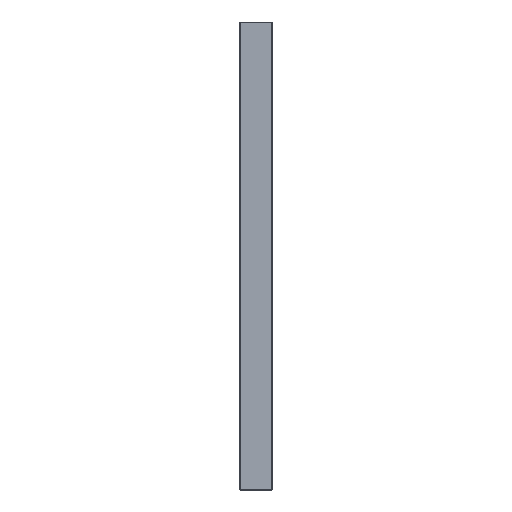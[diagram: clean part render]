
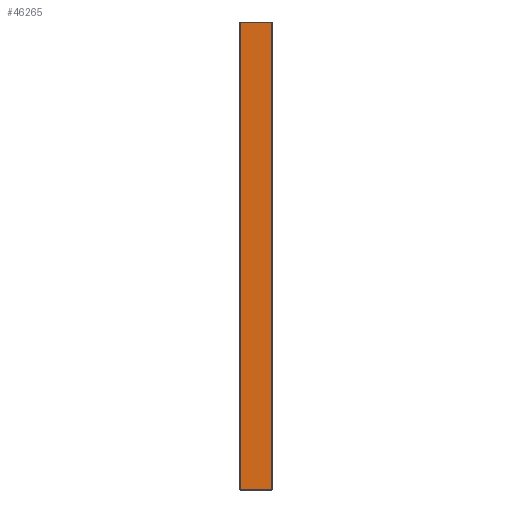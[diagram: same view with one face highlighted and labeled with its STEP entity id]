
A CAD part, front view. The second image highlights one B-rep face of the part: STEP entity #46265.
In plain terms, the highlighted planar face has unit normal (0, -1, 0).
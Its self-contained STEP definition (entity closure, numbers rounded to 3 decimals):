
#36824 = PLANE('',#36825);
#36825 = AXIS2_PLACEMENT_3D('',#36826,#36827,#36828);
#36826 = CARTESIAN_POINT('',(5.5,-10.95,0.05));
#36827 = DIRECTION('',(0.,0.707,0.707));
#36828 = DIRECTION('',(1.,0.,0.));
#37183 = PLANE('',#37184);
#37184 = AXIS2_PLACEMENT_3D('',#37185,#37186,#37187);
#37185 = CARTESIAN_POINT('',(5.5,-10.95,159.95));
#37186 = DIRECTION('',(0.,-0.707,
    0.707));
#37187 = DIRECTION('',(1.,0.,0.));
#37521 = PLANE('',#37522);
#37522 = AXIS2_PLACEMENT_3D('',#37523,#37524,#37525);
#37523 = CARTESIAN_POINT('',(-5.4,-10.9,0.));
#37524 = DIRECTION('',(-0.707,-0.707,
    0.));
#37525 = DIRECTION('',(0.,0.,1.));
#40933 = VERTEX_POINT('',#40934);
#40934 = CARTESIAN_POINT('',(5.4,-11.,0.1));
#40955 = EDGE_CURVE('',#40933,#40956,#40958,.T.);
#40956 = VERTEX_POINT('',#40957);
#40957 = CARTESIAN_POINT('',(-5.3,-11.,0.1));
#40958 = SURFACE_CURVE('',#40959,(#40963,#40970),.PCURVE_S1.);
#40959 = LINE('',#40960,#40961);
#40960 = CARTESIAN_POINT('',(5.5,-11.,0.1));
#40961 = VECTOR('',#40962,1.);
#40962 = DIRECTION('',(-1.,0.,0.));
#40963 = PCURVE('',#36824,#40964);
#40964 = DEFINITIONAL_REPRESENTATION('',(#40965),#40969);
#40965 = LINE('',#40966,#40967);
#40966 = CARTESIAN_POINT('',(0.,-0.071));
#40967 = VECTOR('',#40968,1.);
#40968 = DIRECTION('',(-1.,0.));
#40969 = ( GEOMETRIC_REPRESENTATION_CONTEXT(2) 
PARAMETRIC_REPRESENTATION_CONTEXT() REPRESENTATION_CONTEXT('2D SPACE',''
  ) );
#40970 = PCURVE('',#40971,#40976);
#40971 = PLANE('',#40972);
#40972 = AXIS2_PLACEMENT_3D('',#40973,#40974,#40975);
#40973 = CARTESIAN_POINT('',(5.5,-11.,0.));
#40974 = DIRECTION('',(0.,-1.,0.));
#40975 = DIRECTION('',(-1.,0.,0.));
#40976 = DEFINITIONAL_REPRESENTATION('',(#40977),#40981);
#40977 = LINE('',#40978,#40979);
#40978 = CARTESIAN_POINT('',(0.,-0.1));
#40979 = VECTOR('',#40980,1.);
#40980 = DIRECTION('',(1.,0.));
#40981 = ( GEOMETRIC_REPRESENTATION_CONTEXT(2) 
PARAMETRIC_REPRESENTATION_CONTEXT() REPRESENTATION_CONTEXT('2D SPACE',''
  ) );
#41271 = VERTEX_POINT('',#41272);
#41272 = CARTESIAN_POINT('',(5.4,-11.,159.9));
#41293 = EDGE_CURVE('',#41271,#41294,#41296,.T.);
#41294 = VERTEX_POINT('',#41295);
#41295 = CARTESIAN_POINT('',(-5.3,-11.,159.9));
#41296 = SURFACE_CURVE('',#41297,(#41301,#41308),.PCURVE_S1.);
#41297 = LINE('',#41298,#41299);
#41298 = CARTESIAN_POINT('',(5.5,-11.,159.9));
#41299 = VECTOR('',#41300,1.);
#41300 = DIRECTION('',(-1.,0.,0.));
#41301 = PCURVE('',#37183,#41302);
#41302 = DEFINITIONAL_REPRESENTATION('',(#41303),#41307);
#41303 = LINE('',#41304,#41305);
#41304 = CARTESIAN_POINT('',(0.,-0.071));
#41305 = VECTOR('',#41306,1.);
#41306 = DIRECTION('',(-1.,0.));
#41307 = ( GEOMETRIC_REPRESENTATION_CONTEXT(2) 
PARAMETRIC_REPRESENTATION_CONTEXT() REPRESENTATION_CONTEXT('2D SPACE',''
  ) );
#41308 = PCURVE('',#40971,#41309);
#41309 = DEFINITIONAL_REPRESENTATION('',(#41310),#41314);
#41310 = LINE('',#41311,#41312);
#41311 = CARTESIAN_POINT('',(0.,-159.9));
#41312 = VECTOR('',#41313,1.);
#41313 = DIRECTION('',(1.,0.));
#41314 = ( GEOMETRIC_REPRESENTATION_CONTEXT(2) 
PARAMETRIC_REPRESENTATION_CONTEXT() REPRESENTATION_CONTEXT('2D SPACE',''
  ) );
#41395 = EDGE_CURVE('',#40956,#41294,#41396,.T.);
#41396 = SURFACE_CURVE('',#41397,(#41401,#41408),.PCURVE_S1.);
#41397 = LINE('',#41398,#41399);
#41398 = CARTESIAN_POINT('',(-5.3,-11.,0.));
#41399 = VECTOR('',#41400,1.);
#41400 = DIRECTION('',(0.,0.,1.));
#41401 = PCURVE('',#37521,#41402);
#41402 = DEFINITIONAL_REPRESENTATION('',(#41403),#41407);
#41403 = LINE('',#41404,#41405);
#41404 = CARTESIAN_POINT('',(0.,-0.141));
#41405 = VECTOR('',#41406,1.);
#41406 = DIRECTION('',(1.,0.));
#41407 = ( GEOMETRIC_REPRESENTATION_CONTEXT(2) 
PARAMETRIC_REPRESENTATION_CONTEXT() REPRESENTATION_CONTEXT('2D SPACE',''
  ) );
#41408 = PCURVE('',#40971,#41409);
#41409 = DEFINITIONAL_REPRESENTATION('',(#41410),#41414);
#41410 = LINE('',#41411,#41412);
#41411 = CARTESIAN_POINT('',(10.8,0.));
#41412 = VECTOR('',#41413,1.);
#41413 = DIRECTION('',(0.,-1.));
#41414 = ( GEOMETRIC_REPRESENTATION_CONTEXT(2) 
PARAMETRIC_REPRESENTATION_CONTEXT() REPRESENTATION_CONTEXT('2D SPACE',''
  ) );
#46103 = PLANE('',#46104);
#46104 = AXIS2_PLACEMENT_3D('',#46105,#46106,#46107);
#46105 = CARTESIAN_POINT('',(5.45,-10.95,0.));
#46106 = DIRECTION('',(0.707,-0.707,0.));
#46107 = DIRECTION('',(0.,0.,1.));
#46265 = ADVANCED_FACE('',(#46266),#40971,.T.);
#46266 = FACE_BOUND('',#46267,.T.);
#46267 = EDGE_LOOP('',(#46268,#46289,#46290,#46291));
#46268 = ORIENTED_EDGE('',*,*,#46269,.T.);
#46269 = EDGE_CURVE('',#40933,#41271,#46270,.T.);
#46270 = SURFACE_CURVE('',#46271,(#46275,#46282),.PCURVE_S1.);
#46271 = LINE('',#46272,#46273);
#46272 = CARTESIAN_POINT('',(5.4,-11.,0.));
#46273 = VECTOR('',#46274,1.);
#46274 = DIRECTION('',(0.,0.,1.));
#46275 = PCURVE('',#40971,#46276);
#46276 = DEFINITIONAL_REPRESENTATION('',(#46277),#46281);
#46277 = LINE('',#46278,#46279);
#46278 = CARTESIAN_POINT('',(0.1,0.));
#46279 = VECTOR('',#46280,1.);
#46280 = DIRECTION('',(0.,-1.));
#46281 = ( GEOMETRIC_REPRESENTATION_CONTEXT(2) 
PARAMETRIC_REPRESENTATION_CONTEXT() REPRESENTATION_CONTEXT('2D SPACE',''
  ) );
#46282 = PCURVE('',#46103,#46283);
#46283 = DEFINITIONAL_REPRESENTATION('',(#46284),#46288);
#46284 = LINE('',#46285,#46286);
#46285 = CARTESIAN_POINT('',(0.,0.071));
#46286 = VECTOR('',#46287,1.);
#46287 = DIRECTION('',(1.,0.));
#46288 = ( GEOMETRIC_REPRESENTATION_CONTEXT(2) 
PARAMETRIC_REPRESENTATION_CONTEXT() REPRESENTATION_CONTEXT('2D SPACE',''
  ) );
#46289 = ORIENTED_EDGE('',*,*,#41293,.T.);
#46290 = ORIENTED_EDGE('',*,*,#41395,.F.);
#46291 = ORIENTED_EDGE('',*,*,#40955,.F.);
